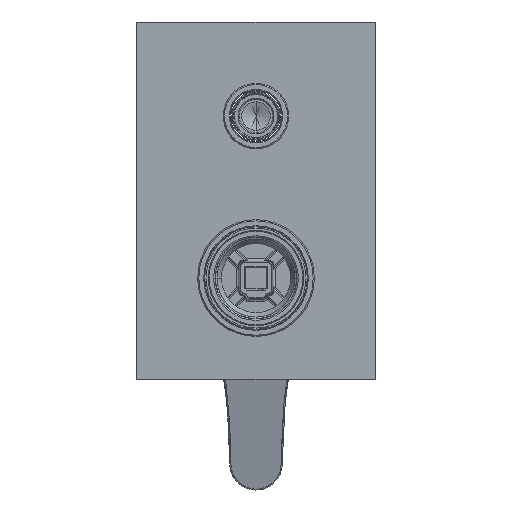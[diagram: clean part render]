
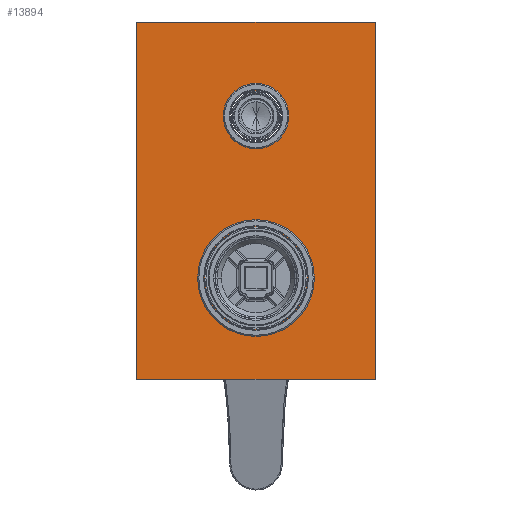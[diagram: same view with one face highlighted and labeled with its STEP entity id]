
A CAD part, front view. The second image highlights one B-rep face of the part: STEP entity #13894.
In plain terms, the highlighted face is planar.
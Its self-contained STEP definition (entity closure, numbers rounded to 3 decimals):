
#13731=CARTESIAN_POINT('',(0.,0.,0.));
#13732=DIRECTION('',(0.,0.,-1.));
#13733=DIRECTION('',(1.,0.,0.));
#13734=AXIS2_PLACEMENT_3D('',#13731,#13732,#13733);
#13736=CARTESIAN_POINT('',(0.,0.,0.));
#13737=DIRECTION('',(0.,0.,-1.));
#13738=DIRECTION('',(-1.,0.,0.));
#13739=AXIS2_PLACEMENT_3D('',#13736,#13737,#13738);
#13741=CARTESIAN_POINT('',(0.,68.,0.));
#13742=DIRECTION('',(0.,0.,-1.));
#13743=DIRECTION('',(1.,0.,0.));
#13744=AXIS2_PLACEMENT_3D('',#13741,#13742,#13743);
#13746=CARTESIAN_POINT('',(0.,68.,0.));
#13747=DIRECTION('',(0.,0.,-1.));
#13748=DIRECTION('',(-1.,0.,0.));
#13749=AXIS2_PLACEMENT_3D('',#13746,#13747,#13748);
#13751=DIRECTION('',(0.,-1.,0.));
#13752=VECTOR('',#13751,150.);
#13753=CARTESIAN_POINT('',(-50.,107.5,0.));
#13754=LINE('',#13753,#13752);
#13755=DIRECTION('',(1.,0.,0.));
#13756=VECTOR('',#13755,100.);
#13757=CARTESIAN_POINT('',(-50.,-42.5,0.));
#13758=LINE('',#13757,#13756);
#13759=DIRECTION('',(0.,1.,0.));
#13760=VECTOR('',#13759,150.);
#13761=CARTESIAN_POINT('',(50.,-42.5,0.));
#13762=LINE('',#13761,#13760);
#13763=DIRECTION('',(-1.,0.,0.));
#13764=VECTOR('',#13763,100.);
#13765=CARTESIAN_POINT('',(50.,107.5,0.));
#13766=LINE('',#13765,#13764);
#13835=CARTESIAN_POINT('',(21.5,0.,0.));
#13836=CARTESIAN_POINT('',(-21.5,0.,0.));
#13837=VERTEX_POINT('',#13835);
#13838=VERTEX_POINT('',#13836);
#13839=CARTESIAN_POINT('',(10.75,68.,0.));
#13840=CARTESIAN_POINT('',(-10.75,68.,0.));
#13841=VERTEX_POINT('',#13839);
#13842=VERTEX_POINT('',#13840);
#13843=CARTESIAN_POINT('',(-50.,107.5,0.));
#13844=CARTESIAN_POINT('',(-50.,-42.5,0.));
#13845=VERTEX_POINT('',#13843);
#13846=VERTEX_POINT('',#13844);
#13847=CARTESIAN_POINT('',(50.,-42.5,0.));
#13848=VERTEX_POINT('',#13847);
#13849=CARTESIAN_POINT('',(50.,107.5,0.));
#13850=VERTEX_POINT('',#13849);
#13867=CARTESIAN_POINT('',(0.,0.,0.));
#13868=DIRECTION('',(0.,0.,1.));
#13869=DIRECTION('',(1.,0.,0.));
#13870=AXIS2_PLACEMENT_3D('',#13867,#13868,#13869);
#13871=PLANE('',#13870);
#13873=ORIENTED_EDGE('',*,*,#13872,.T.);
#13875=ORIENTED_EDGE('',*,*,#13874,.T.);
#13877=ORIENTED_EDGE('',*,*,#13876,.T.);
#13879=ORIENTED_EDGE('',*,*,#13878,.T.);
#13880=EDGE_LOOP('',(#13873,#13875,#13877,#13879));
#13881=FACE_OUTER_BOUND('',#13880,.F.);
#13883=ORIENTED_EDGE('',*,*,#13882,.T.);
#13885=ORIENTED_EDGE('',*,*,#13884,.T.);
#13886=EDGE_LOOP('',(#13883,#13885));
#13887=FACE_BOUND('',#13886,.F.);
#13889=ORIENTED_EDGE('',*,*,#13888,.T.);
#13891=ORIENTED_EDGE('',*,*,#13890,.T.);
#13892=EDGE_LOOP('',(#13889,#13891));
#13893=FACE_BOUND('',#13892,.F.);
#13894=ADVANCED_FACE('',(#13881,#13887,#13893),#13871,.F.);
#13735=CIRCLE('',#13734,21.5);
#13740=CIRCLE('',#13739,21.5);
#13745=CIRCLE('',#13744,10.75);
#13750=CIRCLE('',#13749,10.75);
#13872=EDGE_CURVE('',#13845,#13846,#13754,.T.);
#13874=EDGE_CURVE('',#13846,#13848,#13758,.T.);
#13876=EDGE_CURVE('',#13848,#13850,#13762,.T.);
#13878=EDGE_CURVE('',#13850,#13845,#13766,.T.);
#13882=EDGE_CURVE('',#13841,#13842,#13745,.T.);
#13884=EDGE_CURVE('',#13842,#13841,#13750,.T.);
#13888=EDGE_CURVE('',#13837,#13838,#13735,.T.);
#13890=EDGE_CURVE('',#13838,#13837,#13740,.T.);
